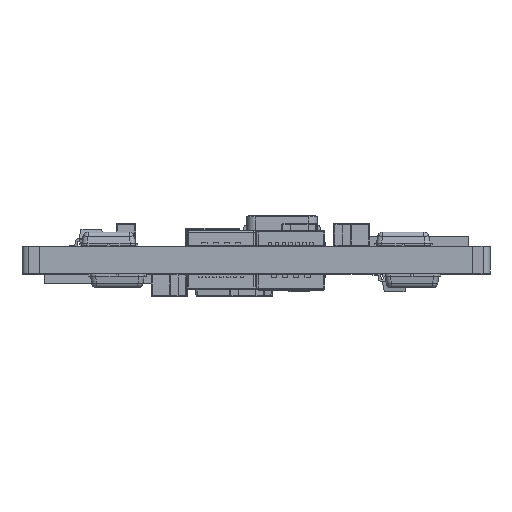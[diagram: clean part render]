
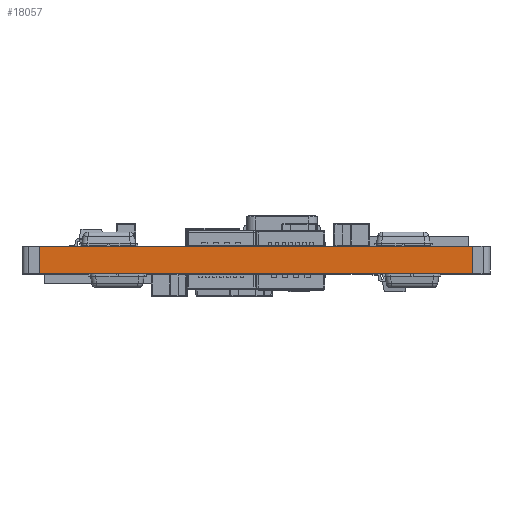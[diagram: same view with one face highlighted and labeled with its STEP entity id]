
A CAD part, top view. The second image highlights one B-rep face of the part: STEP entity #18057.
In plain terms, the highlighted planar face has unit normal (0, 0, 1).
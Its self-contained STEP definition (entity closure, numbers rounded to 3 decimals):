
#1294=PLANE('',#19936);
#2064=FACE_OUTER_BOUND('',#3108,.T.);
#3108=EDGE_LOOP('',(#13081,#13082,#13083,#13084));
#4266=LINE('',#27665,#6144);
#4273=LINE('',#27680,#6151);
#4274=LINE('',#27683,#6152);
#4275=LINE('',#27684,#6153);
#6144=VECTOR('',#22126,10.);
#6151=VECTOR('',#22143,10.);
#6152=VECTOR('',#22146,10.);
#6153=VECTOR('',#22147,10.);
#8582=VERTEX_POINT('',#27662);
#8583=VERTEX_POINT('',#27664);
#8586=VERTEX_POINT('',#27678);
#8587=VERTEX_POINT('',#27682);
#10359=EDGE_CURVE('',#8583,#8582,#4266,.T.);
#10368=EDGE_CURVE('',#8582,#8586,#4273,.T.);
#10369=EDGE_CURVE('',#8587,#8586,#4274,.T.);
#10370=EDGE_CURVE('',#8583,#8587,#4275,.T.);
#13081=ORIENTED_EDGE('',*,*,#10359,.T.);
#13082=ORIENTED_EDGE('',*,*,#10368,.T.);
#13083=ORIENTED_EDGE('',*,*,#10369,.F.);
#13084=ORIENTED_EDGE('',*,*,#10370,.F.);
#18057=ADVANCED_FACE('',(#2064),#1294,.T.);
#19936=AXIS2_PLACEMENT_3D('',#27681,#22144,#22145);
#22126=DIRECTION('',(1.,0.,0.));
#22143=DIRECTION('',(0.,1.,0.));
#22144=DIRECTION('center_axis',(0.,0.,1.));
#22145=DIRECTION('ref_axis',(1.,0.,0.));
#22146=DIRECTION('',(1.,0.,0.));
#22147=DIRECTION('',(0.,1.,0.));
#27662=CARTESIAN_POINT('',(26.,0.,0.));
#27664=CARTESIAN_POINT('',(1.,0.,0.));
#27665=CARTESIAN_POINT('',(0.,0.,0.));
#27678=CARTESIAN_POINT('',(26.,1.6,0.));
#27680=CARTESIAN_POINT('',(26.,0.,0.));
#27681=CARTESIAN_POINT('Origin',(1.,0.,0.));
#27682=CARTESIAN_POINT('',(1.,1.6,0.));
#27683=CARTESIAN_POINT('',(0.,1.6,0.));
#27684=CARTESIAN_POINT('',(1.,0.,0.));
